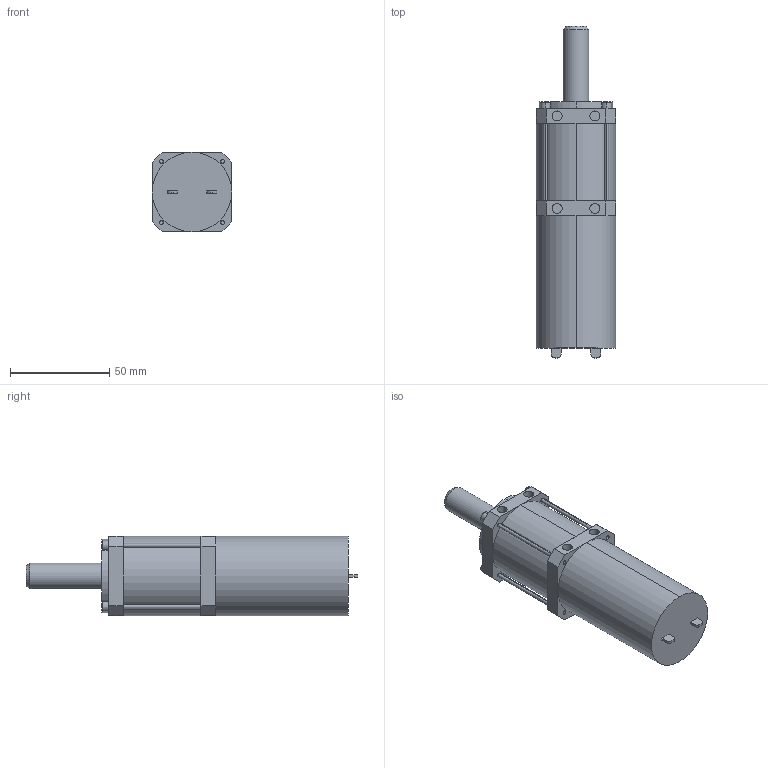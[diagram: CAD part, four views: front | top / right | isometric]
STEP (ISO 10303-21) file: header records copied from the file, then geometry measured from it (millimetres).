
FILE_DESCRIPTION (( 'STEP AP214' ), '1' );
FILE_NAME ('Drive Motor.STEP', '2019-02-19T19:50:02', ( '' ), ( '' ), 'SwSTEP 2.0', 'SolidWorks 2017', '' );
FILE_SCHEMA (( 'AUTOMOTIVE_DESIGN' ));
Length unit declared in the file: millimetre
Products named in the file (1): Drive Motor
Bounding box: 40 x 167 x 40 mm (x, y, z)
Volume: 162944.1 mm3; surface area: 24636.6 mm2
Topology: 5 solids, 5 shells, 160 faces, 357 edges, 232 vertices
Faces by surface type: plane 98, cylinder 61, cone 1
Entity records: 4886 total; most frequent: DIRECTION 806, CARTESIAN_POINT 756, ORIENTED_EDGE 714, EDGE_CURVE 357, AXIS2_PLACEMENT_3D 290, VERTEX_POINT 232, VECTOR 226, LINE 226
